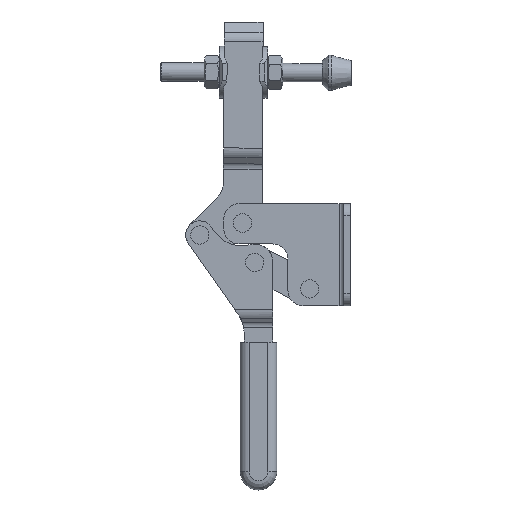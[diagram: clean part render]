
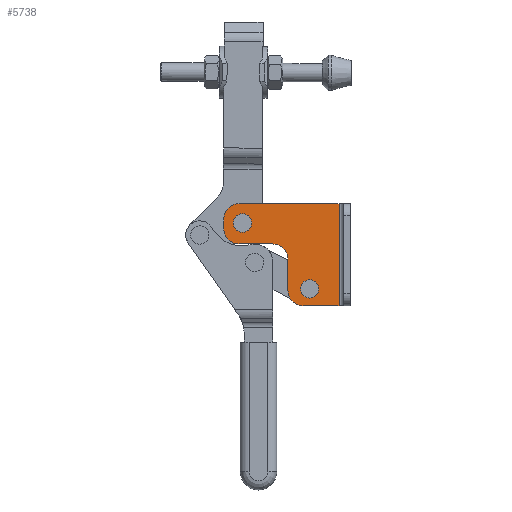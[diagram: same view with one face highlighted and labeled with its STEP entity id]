
A CAD part, left-side view. The second image highlights one B-rep face of the part: STEP entity #5738.
In plain terms, the highlighted free-form (B-spline) face has degree [1, 1] with [2, 2] control points.
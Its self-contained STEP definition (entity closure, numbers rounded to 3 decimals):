
#2484=CARTESIAN_POINT('',(-9.,70.75,14.75));
#2485=VERTEX_POINT('',#2484);
#2486=CARTESIAN_POINT('',(-9.,70.75,20.75));
#2487=DIRECTION('',(1.0,0.0,0.0));
#2488=DIRECTION('',(0.0,0.0,1.0));
#2489=AXIS2_PLACEMENT_3D('',#2486,#2487,#2488);
#2490=CIRCLE('',#2489,6.);
#2491=EDGE_CURVE('',#2485,#2485,#2490,.T.);
#2558=CARTESIAN_POINT('',(-9.0,26.782,-28.5));
#2559=VERTEX_POINT('',#2558);
#2560=CARTESIAN_POINT('',(-9.,26.782,-22.5));
#2561=DIRECTION('',(1.0,0.0,0.0));
#2562=DIRECTION('',(0.0,0.0,1.0));
#2563=AXIS2_PLACEMENT_3D('',#2560,#2561,#2562);
#2564=CIRCLE('',#2563,6.);
#2565=EDGE_CURVE('',#2559,#2559,#2564,.T.);
#5162=CARTESIAN_POINT('',(-9.0,31.,-33.5));
#5163=VERTEX_POINT('',#5162);
#5164=CARTESIAN_POINT('',(-9.0,41.,-23.5));
#5165=VERTEX_POINT('',#5164);
#5166=CARTESIAN_POINT('',(-9.,31.,-23.5));
#5167=DIRECTION('',(1.,0.0,0.0));
#5168=DIRECTION('',(0.0,0.707,-0.707));
#5169=AXIS2_PLACEMENT_3D('',#5166,#5167,#5168);
#5170=CIRCLE('',#5169,10.);
#5171=EDGE_CURVE('',#5163,#5165,#5170,.T.);
#5231=CARTESIAN_POINT('',(-9.,7.5,-33.5));
#5232=VERTEX_POINT('',#5231);
#5240=CARTESIAN_POINT('',(-9.,7.5,-33.5));
#5241=DIRECTION('',(0.0,1.0,0.0));
#5242=VECTOR('',#5241,23.5);
#5243=LINE('',#5240,#5242);
#5244=EDGE_CURVE('',#5232,#5163,#5243,.T.);
#5254=CARTESIAN_POINT('',(-9.0,41.0,-3.));
#5255=VERTEX_POINT('',#5254);
#5256=CARTESIAN_POINT('',(-9.,51.0,7.));
#5257=VERTEX_POINT('',#5256);
#5258=CARTESIAN_POINT('',(-9.,51.0,-3.));
#5259=DIRECTION('',(-1.,0.0,0.0));
#5260=DIRECTION('',(0.0,-0.707,0.707));
#5261=AXIS2_PLACEMENT_3D('',#5258,#5259,#5260);
#5262=CIRCLE('',#5261,10.);
#5263=EDGE_CURVE('',#5255,#5257,#5262,.T.);
#5287=CARTESIAN_POINT('',(-9.,73.0,7.));
#5288=VERTEX_POINT('',#5287);
#5289=CARTESIAN_POINT('',(-9.,51.,7.));
#5290=DIRECTION('',(0.0,1.0,0.0));
#5291=VECTOR('',#5290,22.);
#5292=LINE('',#5289,#5291);
#5293=EDGE_CURVE('',#5257,#5288,#5292,.T.);
#5310=CARTESIAN_POINT('',(-9.,83.0,23.5));
#5311=VERTEX_POINT('',#5310);
#5312=CARTESIAN_POINT('',(-9.,73.0,33.5));
#5313=VERTEX_POINT('',#5312);
#5314=CARTESIAN_POINT('',(-9.,73.0,23.5));
#5315=DIRECTION('',(1.,0.0,0.0));
#5316=DIRECTION('',(0.0,0.707,0.707));
#5317=AXIS2_PLACEMENT_3D('',#5314,#5315,#5316);
#5318=CIRCLE('',#5317,10.);
#5319=EDGE_CURVE('',#5311,#5313,#5318,.T.);
#5344=CARTESIAN_POINT('',(-9.,83.0,17.));
#5345=VERTEX_POINT('',#5344);
#5352=CARTESIAN_POINT('',(-9.,83.0,23.5));
#5353=DIRECTION('',(0.0,0.0,-1.0));
#5354=VECTOR('',#5353,6.5);
#5355=LINE('',#5352,#5354);
#5356=EDGE_CURVE('',#5311,#5345,#5355,.T.);
#5369=CARTESIAN_POINT('',(-9.,73.0,17.));
#5370=DIRECTION('',(1.,0.0,0.0));
#5371=DIRECTION('',(0.0,0.707,-0.707));
#5372=AXIS2_PLACEMENT_3D('',#5369,#5370,#5371);
#5373=CIRCLE('',#5372,10.);
#5374=EDGE_CURVE('',#5288,#5345,#5373,.T.);
#5386=CARTESIAN_POINT('',(-9.0,41.,-23.5));
#5387=DIRECTION('',(0.0,0.0,1.0));
#5388=VECTOR('',#5387,20.5);
#5389=LINE('',#5386,#5388);
#5390=EDGE_CURVE('',#5165,#5255,#5389,.T.);
#5591=CARTESIAN_POINT('',(-9.,7.5,33.5));
#5592=VERTEX_POINT('',#5591);
#5593=CARTESIAN_POINT('',(-9.,73.0,33.5));
#5594=DIRECTION('',(0.0,-1.0,0.0));
#5595=VECTOR('',#5594,65.5);
#5596=LINE('',#5593,#5595);
#5597=EDGE_CURVE('',#5313,#5592,#5596,.T.);
#5710=CARTESIAN_POINT('',(-9.,83.0,33.5));
#5711=CARTESIAN_POINT('',(-9.,83.0,-33.5));
#5712=CARTESIAN_POINT('',(-9.,7.5,33.5));
#5713=CARTESIAN_POINT('',(-9.,7.5,-33.5));
#5714=B_SPLINE_SURFACE_WITH_KNOTS('',1,1,((#5710,#5712),(#5711,#5713)),.UNSPECIFIED.,.F.,.F.,.U.,(2,2),(2,2),(0.0,67.0),(0.0,75.5),.UNSPECIFIED.);
#5715=ORIENTED_EDGE('',*,*,#5171,.F.);
#5716=ORIENTED_EDGE('',*,*,#5244,.F.);
#5717=CARTESIAN_POINT('',(-9.,7.5,33.5));
#5718=DIRECTION('',(0.0,0.0,-1.0));
#5719=VECTOR('',#5718,67.0);
#5720=LINE('',#5717,#5719);
#5721=EDGE_CURVE('',#5592,#5232,#5720,.T.);
#5722=ORIENTED_EDGE('',*,*,#5721,.F.);
#5723=ORIENTED_EDGE('',*,*,#5597,.F.);
#5724=ORIENTED_EDGE('',*,*,#5319,.F.);
#5725=ORIENTED_EDGE('',*,*,#5356,.T.);
#5726=ORIENTED_EDGE('',*,*,#5374,.F.);
#5727=ORIENTED_EDGE('',*,*,#5293,.F.);
#5728=ORIENTED_EDGE('',*,*,#5263,.F.);
#5729=ORIENTED_EDGE('',*,*,#5390,.F.);
#5730=EDGE_LOOP('',(#5715,#5716,#5722,#5723,#5724,#5725,#5726,#5727,#5728,#5729));
#5731=FACE_OUTER_BOUND('',#5730,.T.);
#5732=ORIENTED_EDGE('',*,*,#2491,.T.);
#5733=EDGE_LOOP('',(#5732));
#5734=FACE_BOUND('',#5733,.T.);
#5735=ORIENTED_EDGE('',*,*,#2565,.T.);
#5736=EDGE_LOOP('',(#5735));
#5737=FACE_BOUND('',#5736,.T.);
#5738=ADVANCED_FACE('',(#5731,#5734,#5737),#5714,.T.);
